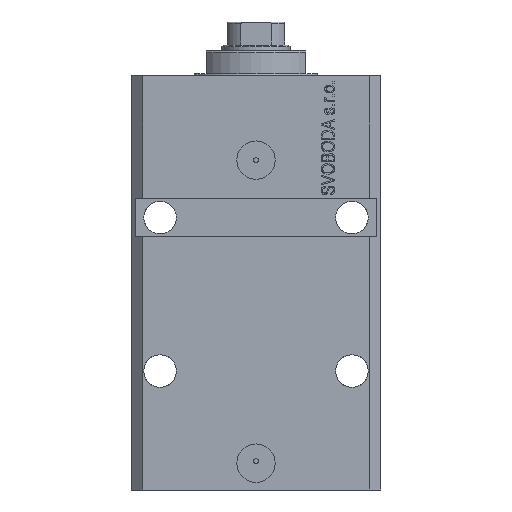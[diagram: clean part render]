
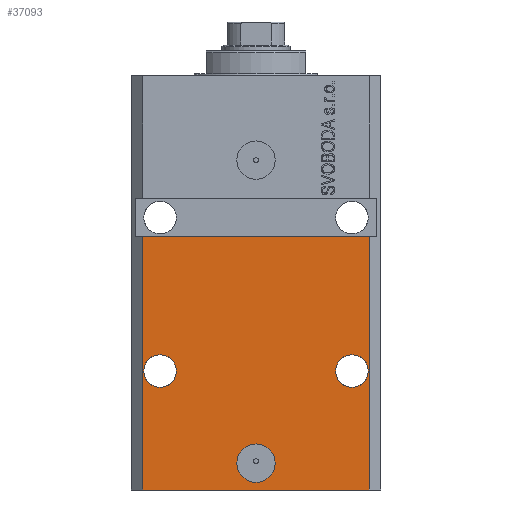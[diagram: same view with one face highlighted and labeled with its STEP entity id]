
A CAD part, front view. The second image highlights one B-rep face of the part: STEP entity #37093.
In plain terms, the highlighted planar face has unit normal (0, -1, 0).
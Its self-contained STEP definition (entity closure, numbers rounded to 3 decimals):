
#302 = ORIENTED_EDGE ( 'NONE', *, *, #40982, .F. ) ;
#847 = AXIS2_PLACEMENT_3D ( 'NONE', #18318, #25328, #40023 ) ;
#1025 = CARTESIAN_POINT ( 'NONE',  ( -29.5, -22.5, -108. ) ) ;
#1336 = EDGE_LOOP ( 'NONE', ( #19060, #20966 ) ) ;
#2063 = ORIENTED_EDGE ( 'NONE', *, *, #5516, .F. ) ;
#2214 = ORIENTED_EDGE ( 'NONE', *, *, #26984, .F. ) ;
#3897 = LINE ( 'NONE', #15721, #40889 ) ;
#3917 = PLANE ( 'NONE',  #24497 ) ;
#4757 = CARTESIAN_POINT ( 'NONE',  ( -5., -22.5, -101. ) ) ;
#5516 = EDGE_CURVE ( 'NONE', #45500, #5752, #45591, .T. ) ;
#5752 = VERTEX_POINT ( 'NONE', #4757 ) ;
#5760 = EDGE_CURVE ( 'NONE', #17258, #14211, #31717, .T. ) ;
#6035 = EDGE_LOOP ( 'NONE', ( #2214, #34904, #22963, #30084 ) ) ;
#6054 = CARTESIAN_POINT ( 'NONE',  ( -25., -22.5, -77. ) ) ;
#6788 = LINE ( 'NONE', #21035, #32744 ) ;
#7644 = EDGE_LOOP ( 'NONE', ( #42478, #302 ) ) ;
#8049 = CARTESIAN_POINT ( 'NONE',  ( 0., -22.5, -101. ) ) ;
#9916 = DIRECTION ( 'NONE',  ( 0., -1., 0. ) ) ;
#10153 = VERTEX_POINT ( 'NONE', #39359 ) ;
#10865 = LINE ( 'NONE', #15189, #31738 ) ;
#11108 = AXIS2_PLACEMENT_3D ( 'NONE', #31295, #23810, #46001 ) ;
#12653 = CIRCLE ( 'NONE', #11108, 5. ) ;
#13080 = DIRECTION ( 'NONE',  ( 1., 0., 0. ) ) ;
#14211 = VERTEX_POINT ( 'NONE', #35523 ) ;
#14957 = DIRECTION ( 'NONE',  ( 0., 0., 1. ) ) ;
#15119 = EDGE_LOOP ( 'NONE', ( #2063, #27066 ) ) ;
#15189 = CARTESIAN_POINT ( 'NONE',  ( -29.5, -22.5, -108. ) ) ;
#15344 = CARTESIAN_POINT ( 'NONE',  ( 5., -22.5, -101. ) ) ;
#15721 = CARTESIAN_POINT ( 'NONE',  ( 29.5, -22.5, -108. ) ) ;
#16453 = EDGE_CURVE ( 'NONE', #16554, #40881, #3897, .T. ) ;
#16554 = VERTEX_POINT ( 'NONE', #45868 ) ;
#16739 = DIRECTION ( 'NONE',  ( 0., -1., 0. ) ) ;
#17258 = VERTEX_POINT ( 'NONE', #39607 ) ;
#18318 = CARTESIAN_POINT ( 'NONE',  ( 25., -22.5, -77. ) ) ;
#19060 = ORIENTED_EDGE ( 'NONE', *, *, #25243, .F. ) ;
#20602 = EDGE_CURVE ( 'NONE', #35724, #41038, #10865, .T. ) ;
#20851 = AXIS2_PLACEMENT_3D ( 'NONE', #47034, #32808, #26038 ) ;
#20966 = ORIENTED_EDGE ( 'NONE', *, *, #5760, .F. ) ;
#21035 = CARTESIAN_POINT ( 'NONE',  ( -32.5, -22.5, -42. ) ) ;
#22263 = FACE_BOUND ( 'NONE', #15119, .T. ) ;
#22957 = DIRECTION ( 'NONE',  ( 0., 0., 1. ) ) ;
#22963 = ORIENTED_EDGE ( 'NONE', *, *, #31731, .T. ) ;
#23168 = CIRCLE ( 'NONE', #20851, 4.25 ) ;
#23445 = CIRCLE ( 'NONE', #31155, 4.25 ) ;
#23810 = DIRECTION ( 'NONE',  ( 0., -1., 0. ) ) ;
#24497 = AXIS2_PLACEMENT_3D ( 'NONE', #1025, #30220, #30458 ) ;
#24705 = CARTESIAN_POINT ( 'NONE',  ( -25., -22.5, -77. ) ) ;
#24808 = AXIS2_PLACEMENT_3D ( 'NONE', #24705, #16739, #38038 ) ;
#25063 = LINE ( 'NONE', #35241, #31250 ) ;
#25243 = EDGE_CURVE ( 'NONE', #14211, #17258, #23445, .T. ) ;
#25328 = DIRECTION ( 'NONE',  ( 0., -1., 0. ) ) ;
#25979 = CARTESIAN_POINT ( 'NONE',  ( -29.5, -22.5, -108. ) ) ;
#26038 = DIRECTION ( 'NONE',  ( 1., 0., 0. ) ) ;
#26984 = EDGE_CURVE ( 'NONE', #41038, #40881, #6788, .T. ) ;
#27066 = ORIENTED_EDGE ( 'NONE', *, *, #28340, .F. ) ;
#28340 = EDGE_CURVE ( 'NONE', #5752, #45500, #12653, .T. ) ;
#29752 = FACE_OUTER_BOUND ( 'NONE', #6035, .T. ) ;
#29890 = CARTESIAN_POINT ( 'NONE',  ( -29.5, -22.5, -42. ) ) ;
#30084 = ORIENTED_EDGE ( 'NONE', *, *, #16453, .T. ) ;
#30220 = DIRECTION ( 'NONE',  ( 0., -1., 0. ) ) ;
#30458 = DIRECTION ( 'NONE',  ( 1., 0., 0. ) ) ;
#31155 = AXIS2_PLACEMENT_3D ( 'NONE', #6054, #9916, #35027 ) ;
#31250 = VECTOR ( 'NONE', #42241, 1000. ) ;
#31295 = CARTESIAN_POINT ( 'NONE',  ( 0., -22.5, -101. ) ) ;
#31717 = CIRCLE ( 'NONE', #24808, 4.25 ) ;
#31731 = EDGE_CURVE ( 'NONE', #35724, #16554, #25063, .T. ) ;
#31738 = VECTOR ( 'NONE', #14957, 1000. ) ;
#32319 = CARTESIAN_POINT ( 'NONE',  ( 29.5, -22.5, -42. ) ) ;
#32744 = VECTOR ( 'NONE', #13080, 1000. ) ;
#32808 = DIRECTION ( 'NONE',  ( 0., -1., 0. ) ) ;
#32971 = CARTESIAN_POINT ( 'NONE',  ( 20.75, -22.5, -77. ) ) ;
#33156 = DIRECTION ( 'NONE',  ( 1., 0., 0. ) ) ;
#34904 = ORIENTED_EDGE ( 'NONE', *, *, #20602, .F. ) ;
#35027 = DIRECTION ( 'NONE',  ( -1., 0., 0. ) ) ;
#35241 = CARTESIAN_POINT ( 'NONE',  ( -29.5, -22.5, -108. ) ) ;
#35494 = CIRCLE ( 'NONE', #847, 4.25 ) ;
#35523 = CARTESIAN_POINT ( 'NONE',  ( -20.75, -22.5, -77. ) ) ;
#35724 = VERTEX_POINT ( 'NONE', #25979 ) ;
#36336 = AXIS2_PLACEMENT_3D ( 'NONE', #8049, #44486, #33156 ) ;
#36965 = FACE_BOUND ( 'NONE', #7644, .T. ) ;
#37093 = ADVANCED_FACE ( 'NONE', ( #22263, #36965, #44690, #29752 ), #3917, .T. ) ;
#38038 = DIRECTION ( 'NONE',  ( -1., 0., 0. ) ) ;
#39359 = CARTESIAN_POINT ( 'NONE',  ( 29.25, -22.5, -77. ) ) ;
#39607 = CARTESIAN_POINT ( 'NONE',  ( -29.25, -22.5, -77. ) ) ;
#40023 = DIRECTION ( 'NONE',  ( 1., 0., 0. ) ) ;
#40097 = VERTEX_POINT ( 'NONE', #32971 ) ;
#40881 = VERTEX_POINT ( 'NONE', #32319 ) ;
#40889 = VECTOR ( 'NONE', #22957, 1000. ) ;
#40915 = EDGE_CURVE ( 'NONE', #10153, #40097, #23168, .T. ) ;
#40982 = EDGE_CURVE ( 'NONE', #40097, #10153, #35494, .T. ) ;
#41038 = VERTEX_POINT ( 'NONE', #29890 ) ;
#42241 = DIRECTION ( 'NONE',  ( 1., 0., 0. ) ) ;
#42478 = ORIENTED_EDGE ( 'NONE', *, *, #40915, .F. ) ;
#44486 = DIRECTION ( 'NONE',  ( 0., -1., 0. ) ) ;
#44690 = FACE_BOUND ( 'NONE', #1336, .T. ) ;
#45500 = VERTEX_POINT ( 'NONE', #15344 ) ;
#45591 = CIRCLE ( 'NONE', #36336, 5. ) ;
#45868 = CARTESIAN_POINT ( 'NONE',  ( 29.5, -22.5, -108. ) ) ;
#46001 = DIRECTION ( 'NONE',  ( 1., 0., 0. ) ) ;
#47034 = CARTESIAN_POINT ( 'NONE',  ( 25., -22.5, -77. ) ) ;
